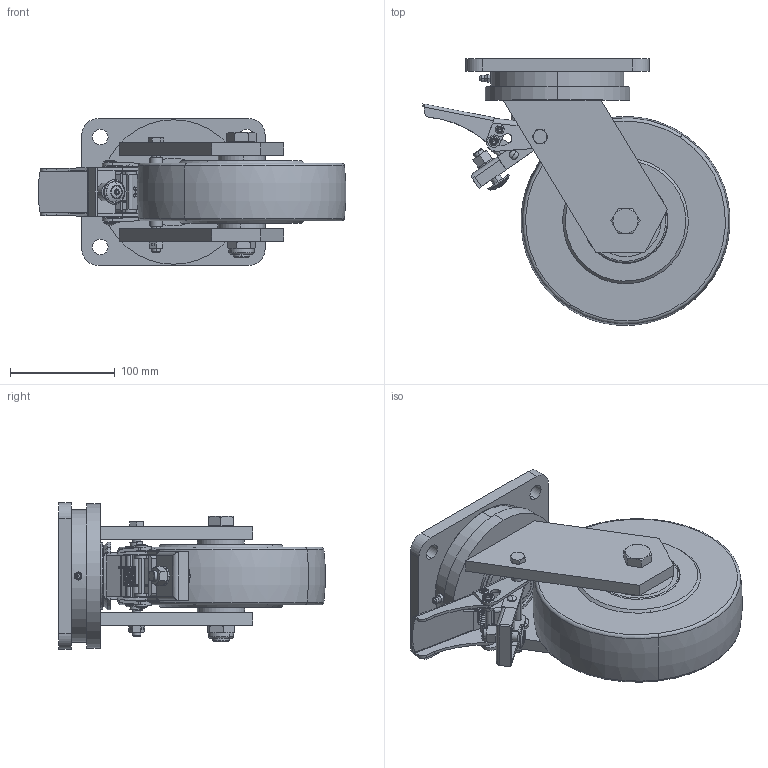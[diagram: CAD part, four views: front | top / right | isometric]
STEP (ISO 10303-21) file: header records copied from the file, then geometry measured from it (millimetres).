
FILE_DESCRIPTION (( 'STEP AP214' ), '1' );
FILE_NAME ('0035449.step', '2020-12-14T10:32:16', ( '' ), ( '' ), 'SwSTEP 2.0', 'SolidWorks 2018', '' );
FILE_SCHEMA (( 'AUTOMOTIVE_DESIGN' ));
Length unit declared in the file: millimetre
Products named in the file (1): 0035449
Bounding box: 293.9 x 254.67 x 140 mm (x, y, z)
Volume: 2696261.6 mm3; surface area: 485117.8 mm2
Topology: 51 solids, 51 shells, 926 faces, 2036 edges, 1251 vertices
Faces by surface type: cylinder 347, plane 287, cone 155, torus 110, bspline 21, sphere 6
Entity records: 31516 total; most frequent: CARTESIAN_POINT 8239, DIRECTION 4601, ORIENTED_EDGE 4042, EDGE_CURVE 2021, AXIS2_PLACEMENT_3D 1914, VERTEX_POINT 1250, EDGE_LOOP 1097, CIRCLE 1008
